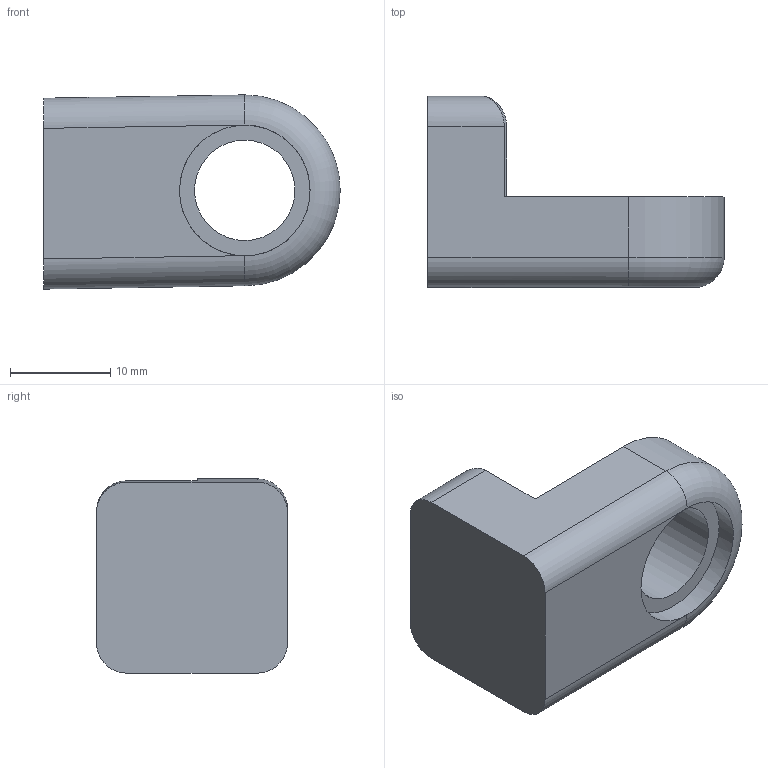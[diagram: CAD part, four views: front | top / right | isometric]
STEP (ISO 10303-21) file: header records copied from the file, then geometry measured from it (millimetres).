
FILE_DESCRIPTION(('FreeCAD Model'),'2;1');
FILE_NAME('Tête hauban droit.step', '2020-09-14T11:37:01',('Author'),(''), 'Open CASCADE STEP processor 7.3','FreeCAD','Unknown');
FILE_SCHEMA(('AUTOMOTIVE_DESIGN { 1 0 10303 214 1 1 1 1 }'));
Length unit declared in the file: millimetre
Products named in the file (1): Pocket213
Bounding box: 29.5 x 19 x 19.33 mm (x, y, z)
Volume: 4706.8 mm3; surface area: 2415.4 mm2
Topology: 1 solids, 1 shells, 16 faces, 39 edges, 25 vertices
Faces by surface type: cylinder 8, plane 7, torus 1
Full cylindrical faces by diameter (mm): 10 x1, 13 x1
Entity records: 1283 total; most frequent: CARTESIAN_POINT 506, DIRECTION 133, ORIENTED_EDGE 78, PCURVE 78, DEFINITIONAL_REPRESENTATION 78, LINE 62, VECTOR 62, EDGE_CURVE 39
